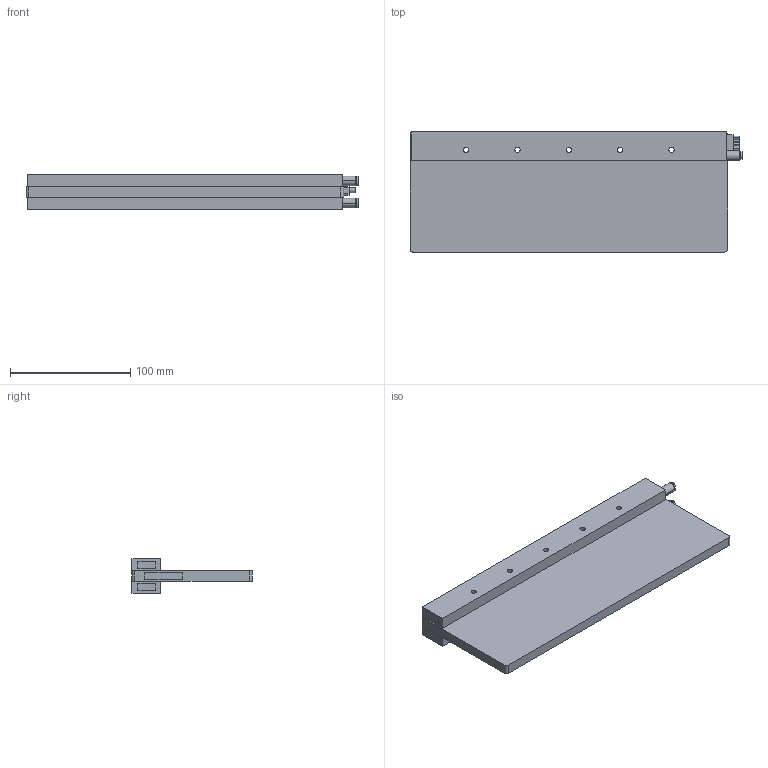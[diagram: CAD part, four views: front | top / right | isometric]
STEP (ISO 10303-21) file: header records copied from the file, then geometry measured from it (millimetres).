
FILE_DESCRIPTION((''),'2;1');
FILE_NAME('1266480-04-COOLED-D01-00-A','2019-03-08T08:14:00',('CH5795'),(''),'CREO PARAMETRIC BY PTC INC, 2017380','CREO PARAMETRIC BY PTC INC, 2017380','');
FILE_SCHEMA(('AUTOMOTIVE_DESIGN { 1 0 10303 214 1 1 1 1 }'));
Length unit declared in the file: millimetre
Products named in the file (1): 1266480-04-COOLED-D01-00-A
Bounding box: 276.1 x 99.8 x 28.4 mm (x, y, z)
Volume: 345519.6 mm3; surface area: 73399.2 mm2
Topology: 1 solids, 1 shells, 109 faces, 270 edges, 176 vertices
Faces by surface type: plane 55, cylinder 54
Entity records: 3746 total; most frequent: DIRECTION 600, CARTESIAN_POINT 557, ORIENTED_EDGE 540, EDGE_CURVE 270, AXIS2_PLACEMENT_3D 221, VERTEX_POINT 176, VECTOR 158, LINE 158
